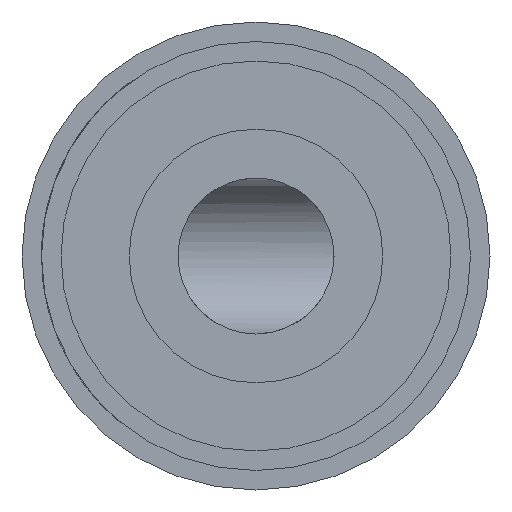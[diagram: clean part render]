
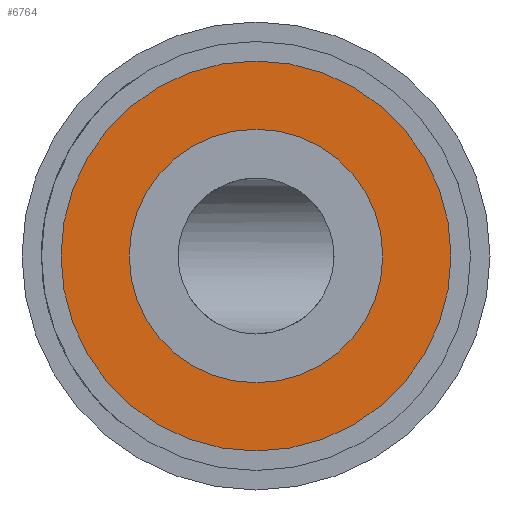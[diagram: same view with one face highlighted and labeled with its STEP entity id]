
A CAD part, left-side view. The second image highlights one B-rep face of the part: STEP entity #6764.
In plain terms, the highlighted planar face has unit normal (-1, 0, 0).
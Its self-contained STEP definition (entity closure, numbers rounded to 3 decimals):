
#114 = AXIS2_PLACEMENT_3D ( 'NONE', #511, #5456, #7962 ) ;
#246 = AXIS2_PLACEMENT_3D ( 'NONE', #7563, #6336, #4484 ) ;
#266 = EDGE_CURVE ( 'NONE', #3951, #935, #2072, .T. ) ;
#372 = CARTESIAN_POINT ( 'NONE',  ( 0., 0., 0. ) ) ;
#511 = CARTESIAN_POINT ( 'NONE',  ( 0., 0., 0. ) ) ;
#560 = DIRECTION ( 'NONE',  ( 0., 0., -1. ) ) ;
#935 = VERTEX_POINT ( 'NONE', #6162 ) ;
#1023 = CARTESIAN_POINT ( 'NONE',  ( 0., 0., -10. ) ) ;
#1274 = FACE_BOUND ( 'NONE', #3177, .T. ) ;
#1556 = AXIS2_PLACEMENT_3D ( 'NONE', #4429, #6207, #560 ) ;
#1632 = ORIENTED_EDGE ( 'NONE', *, *, #266, .T. ) ;
#1672 = VERTEX_POINT ( 'NONE', #1023 ) ;
#1741 = DIRECTION ( 'NONE',  ( -1., 0., 0. ) ) ;
#1828 = CIRCLE ( 'NONE', #114, 10. ) ;
#2072 = CIRCLE ( 'NONE', #2997, 6.5 ) ;
#2351 = CIRCLE ( 'NONE', #1556, 6.5 ) ;
#2901 = DIRECTION ( 'NONE',  ( 0., 0., -1. ) ) ;
#2997 = AXIS2_PLACEMENT_3D ( 'NONE', #372, #6511, #2901 ) ;
#3177 = EDGE_LOOP ( 'NONE', ( #1632, #6239 ) ) ;
#3210 = ORIENTED_EDGE ( 'NONE', *, *, #7012, .T. ) ;
#3368 = EDGE_CURVE ( 'NONE', #935, #3951, #2351, .T. ) ;
#3791 = FACE_OUTER_BOUND ( 'NONE', #5222, .T. ) ;
#3951 = VERTEX_POINT ( 'NONE', #5676 ) ;
#4429 = CARTESIAN_POINT ( 'NONE',  ( 0., 0., 0. ) ) ;
#4484 = DIRECTION ( 'NONE',  ( 0., 0., -1. ) ) ;
#4911 = CARTESIAN_POINT ( 'NONE',  ( 0., 0., 0. ) ) ;
#5056 = PLANE ( 'NONE',  #246 ) ;
#5222 = EDGE_LOOP ( 'NONE', ( #3210, #6906 ) ) ;
#5242 = CIRCLE ( 'NONE', #6285, 10. ) ;
#5322 = EDGE_CURVE ( 'NONE', #1672, #6211, #5242, .T. ) ;
#5456 = DIRECTION ( 'NONE',  ( -1., 0., 0. ) ) ;
#5676 = CARTESIAN_POINT ( 'NONE',  ( 0., 0., 6.5 ) ) ;
#6162 = CARTESIAN_POINT ( 'NONE',  ( 0., 0., -6.5 ) ) ;
#6207 = DIRECTION ( 'NONE',  ( 1., 0., 0. ) ) ;
#6211 = VERTEX_POINT ( 'NONE', #6823 ) ;
#6239 = ORIENTED_EDGE ( 'NONE', *, *, #3368, .T. ) ;
#6285 = AXIS2_PLACEMENT_3D ( 'NONE', #4911, #1741, #6762 ) ;
#6336 = DIRECTION ( 'NONE',  ( 1., 0., 0. ) ) ;
#6511 = DIRECTION ( 'NONE',  ( 1., 0., 0. ) ) ;
#6762 = DIRECTION ( 'NONE',  ( 0., 0., 1. ) ) ;
#6764 = ADVANCED_FACE ( 'NONE', ( #1274, #3791 ), #5056, .F. ) ;
#6823 = CARTESIAN_POINT ( 'NONE',  ( 0., 0., 10. ) ) ;
#6906 = ORIENTED_EDGE ( 'NONE', *, *, #5322, .T. ) ;
#7012 = EDGE_CURVE ( 'NONE', #6211, #1672, #1828, .T. ) ;
#7563 = CARTESIAN_POINT ( 'NONE',  ( 0., 0., 0. ) ) ;
#7962 = DIRECTION ( 'NONE',  ( 0., 0., 1. ) ) ;
